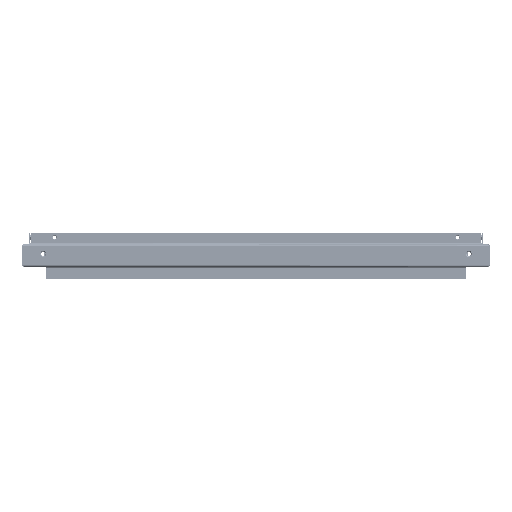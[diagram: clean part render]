
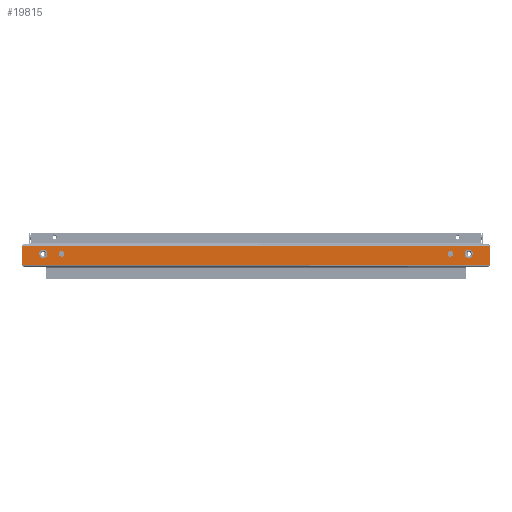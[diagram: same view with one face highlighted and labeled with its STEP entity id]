
A CAD part, front view. The second image highlights one B-rep face of the part: STEP entity #19815.
In plain terms, the highlighted face is planar.
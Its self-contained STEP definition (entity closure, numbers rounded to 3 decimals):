
#395 = VERTEX_POINT ( 'NONE', #12532 ) ;
#946 = DIRECTION ( 'NONE',  ( 1., 0., 0. ) ) ;
#3174 = CARTESIAN_POINT ( 'NONE',  ( 369., -3.319, 0. ) ) ;
#5354 = LINE ( 'NONE', #30339, #66153 ) ;
#5563 = AXIS2_PLACEMENT_3D ( 'NONE', #37597, #24669, #75013 ) ;
#6119 = ORIENTED_EDGE ( 'NONE', *, *, #10308, .F. ) ;
#6314 = VECTOR ( 'NONE', #48163, 1000. ) ;
#6735 = CARTESIAN_POINT ( 'NONE',  ( 448., 18., 0. ) ) ;
#7286 = EDGE_LOOP ( 'NONE', ( #13111, #40958, #33940, #18647, #29064, #63479, #26049, #59961 ) ) ;
#10212 = FACE_BOUND ( 'NONE', #20018, .T. ) ;
#10308 = EDGE_CURVE ( 'NONE', #45879, #74781, #82254, .T. ) ;
#12182 = AXIS2_PLACEMENT_3D ( 'NONE', #69256, #25572, #31407 ) ;
#12532 = CARTESIAN_POINT ( 'NONE',  ( 450., -18., 0. ) ) ;
#13084 = VERTEX_POINT ( 'NONE', #15193 ) ;
#13111 = ORIENTED_EDGE ( 'NONE', *, *, #45219, .T. ) ;
#13216 = VECTOR ( 'NONE', #19873, 1000. ) ;
#13554 = DIRECTION ( 'NONE',  ( 0., 0., -1. ) ) ;
#15041 = ORIENTED_EDGE ( 'NONE', *, *, #34712, .F. ) ;
#15193 = CARTESIAN_POINT ( 'NONE',  ( 417.5, -3.319, 0. ) ) ;
#15874 = LINE ( 'NONE', #52962, #45918 ) ;
#15978 = CARTESIAN_POINT ( 'NONE',  ( 401.5, -3.319, 0. ) ) ;
#16148 = CIRCLE ( 'NONE', #62672, 8. ) ;
#16793 = VERTEX_POINT ( 'NONE', #56073 ) ;
#17519 = CIRCLE ( 'NONE', #12182, 8. ) ;
#17982 = ORIENTED_EDGE ( 'NONE', *, *, #78305, .T. ) ;
#18430 = EDGE_LOOP ( 'NONE', ( #15041, #6119 ) ) ;
#18647 = ORIENTED_EDGE ( 'NONE', *, *, #48969, .T. ) ;
#18790 = VERTEX_POINT ( 'NONE', #37473 ) ;
#18836 = PLANE ( 'NONE',  #5563 ) ;
#19660 = DIRECTION ( 'NONE',  ( 1., 0., 0. ) ) ;
#19815 = ADVANCED_FACE ( 'NONE', ( #10212, #25082, #62551, #35645, #79735 ), #18836, .F. ) ;
#19873 = DIRECTION ( 'NONE',  ( -1., 0., 0. ) ) ;
#20018 = EDGE_LOOP ( 'NONE', ( #72357, #17982 ) ) ;
#20318 = CIRCLE ( 'NONE', #50932, 5.5 ) ;
#20475 = CIRCLE ( 'NONE', #28495, 8. ) ;
#20905 = DIRECTION ( 'NONE',  ( -1., 0., 0. ) ) ;
#21022 = VECTOR ( 'NONE', #63833, 1000. ) ;
#22577 = DIRECTION ( 'NONE',  ( 0., 0., 1. ) ) ;
#22766 = CARTESIAN_POINT ( 'NONE',  ( -450., -22., 0. ) ) ;
#23090 = DIRECTION ( 'NONE',  ( 0., 0., -1. ) ) ;
#23171 = LINE ( 'NONE', #22766, #6314 ) ;
#23514 = EDGE_LOOP ( 'NONE', ( #63859, #42915 ) ) ;
#24669 = DIRECTION ( 'NONE',  ( 0., 0., -1. ) ) ;
#25082 = FACE_BOUND ( 'NONE', #71953, .T. ) ;
#25572 = DIRECTION ( 'NONE',  ( 0., 0., -1. ) ) ;
#25952 = LINE ( 'NONE', #38463, #21022 ) ;
#26049 = ORIENTED_EDGE ( 'NONE', *, *, #34769, .T. ) ;
#26475 = AXIS2_PLACEMENT_3D ( 'NONE', #67971, #71866, #40273 ) ;
#27488 = CIRCLE ( 'NONE', #38140, 5.5 ) ;
#27982 = VERTEX_POINT ( 'NONE', #80700 ) ;
#28104 = DIRECTION ( 'NONE',  ( -1., 0., 0. ) ) ;
#28495 = AXIS2_PLACEMENT_3D ( 'NONE', #63329, #37556, #81227 ) ;
#29064 = ORIENTED_EDGE ( 'NONE', *, *, #60418, .T. ) ;
#29346 = CARTESIAN_POINT ( 'NONE',  ( 409.5, -3.319, 0. ) ) ;
#30339 = CARTESIAN_POINT ( 'NONE',  ( 450., 18., 0. ) ) ;
#31407 = DIRECTION ( 'NONE',  ( -1., 0., 0. ) ) ;
#32093 = EDGE_CURVE ( 'NONE', #33303, #16793, #20475, .T. ) ;
#33303 = VERTEX_POINT ( 'NONE', #42171 ) ;
#33940 = ORIENTED_EDGE ( 'NONE', *, *, #58880, .T. ) ;
#34712 = EDGE_CURVE ( 'NONE', #74781, #45879, #40620, .T. ) ;
#34769 = EDGE_CURVE ( 'NONE', #40321, #77004, #15874, .T. ) ;
#35645 = FACE_BOUND ( 'NONE', #18430, .T. ) ;
#37473 = CARTESIAN_POINT ( 'NONE',  ( -447.935, -18., 0. ) ) ;
#37556 = DIRECTION ( 'NONE',  ( 0., 0., 1. ) ) ;
#37597 = CARTESIAN_POINT ( 'NONE',  ( 0., 0., 0. ) ) ;
#38005 = CARTESIAN_POINT ( 'NONE',  ( -374.5, -3.319, 0. ) ) ;
#38140 = AXIS2_PLACEMENT_3D ( 'NONE', #82345, #70676, #46131 ) ;
#38463 = CARTESIAN_POINT ( 'NONE',  ( -450., -18., 0. ) ) ;
#38748 = EDGE_CURVE ( 'NONE', #13084, #50726, #17519, .T. ) ;
#40273 = DIRECTION ( 'NONE',  ( 1., 0., 0. ) ) ;
#40321 = VERTEX_POINT ( 'NONE', #66612 ) ;
#40620 = CIRCLE ( 'NONE', #69815, 5.5 ) ;
#40958 = ORIENTED_EDGE ( 'NONE', *, *, #77334, .T. ) ;
#41364 = VERTEX_POINT ( 'NONE', #6735 ) ;
#41742 = DIRECTION ( 'NONE',  ( 1., 0., 0. ) ) ;
#42171 = CARTESIAN_POINT ( 'NONE',  ( -417.5, -3.319, 0. ) ) ;
#42915 = ORIENTED_EDGE ( 'NONE', *, *, #32093, .F. ) ;
#43951 = VERTEX_POINT ( 'NONE', #68875 ) ;
#44503 = VERTEX_POINT ( 'NONE', #3174 ) ;
#44727 = ORIENTED_EDGE ( 'NONE', *, *, #57977, .T. ) ;
#44943 = AXIS2_PLACEMENT_3D ( 'NONE', #29346, #23090, #48489 ) ;
#45129 = CIRCLE ( 'NONE', #44943, 8. ) ;
#45219 = EDGE_CURVE ( 'NONE', #80321, #18790, #70461, .T. ) ;
#45879 = VERTEX_POINT ( 'NONE', #48977 ) ;
#45918 = VECTOR ( 'NONE', #20905, 1000. ) ;
#46131 = DIRECTION ( 'NONE',  ( -1., 0., 0. ) ) ;
#47991 = CARTESIAN_POINT ( 'NONE',  ( -450., -18., 0. ) ) ;
#48163 = DIRECTION ( 'NONE',  ( 0., -1., 0. ) ) ;
#48349 = VECTOR ( 'NONE', #946, 1000. ) ;
#48489 = DIRECTION ( 'NONE',  ( -1., 0., 0. ) ) ;
#48969 = EDGE_CURVE ( 'NONE', #395, #62118, #81766, .T. ) ;
#48977 = CARTESIAN_POINT ( 'NONE',  ( -380., -3.319, 0. ) ) ;
#50726 = VERTEX_POINT ( 'NONE', #15978 ) ;
#50932 = AXIS2_PLACEMENT_3D ( 'NONE', #77643, #13554, #28104 ) ;
#52962 = CARTESIAN_POINT ( 'NONE',  ( 450., 18., 0. ) ) ;
#56073 = CARTESIAN_POINT ( 'NONE',  ( -401.5, -3.319, 0. ) ) ;
#57079 = VECTOR ( 'NONE', #41742, 1000. ) ;
#57977 = EDGE_CURVE ( 'NONE', #44503, #27982, #27488, .T. ) ;
#58011 = CARTESIAN_POINT ( 'NONE',  ( -450., -18., 0. ) ) ;
#58880 = EDGE_CURVE ( 'NONE', #43951, #395, #25952, .T. ) ;
#59961 = ORIENTED_EDGE ( 'NONE', *, *, #69739, .T. ) ;
#60071 = LINE ( 'NONE', #47991, #57079 ) ;
#60418 = EDGE_CURVE ( 'NONE', #62118, #41364, #5354, .T. ) ;
#61800 = DIRECTION ( 'NONE',  ( 0., 1., 0. ) ) ;
#62118 = VERTEX_POINT ( 'NONE', #77680 ) ;
#62551 = FACE_BOUND ( 'NONE', #23514, .T. ) ;
#62672 = AXIS2_PLACEMENT_3D ( 'NONE', #73727, #22577, #67893 ) ;
#62740 = CARTESIAN_POINT ( 'NONE',  ( 450., 18., 0. ) ) ;
#63329 = CARTESIAN_POINT ( 'NONE',  ( -409.5, -3.319, 0. ) ) ;
#63366 = DIRECTION ( 'NONE',  ( 0., 0., 1. ) ) ;
#63479 = ORIENTED_EDGE ( 'NONE', *, *, #73147, .T. ) ;
#63833 = DIRECTION ( 'NONE',  ( 1., 0., 0. ) ) ;
#63859 = ORIENTED_EDGE ( 'NONE', *, *, #81980, .F. ) ;
#66153 = VECTOR ( 'NONE', #81528, 1000. ) ;
#66612 = CARTESIAN_POINT ( 'NONE',  ( -448., 18., 0. ) ) ;
#67893 = DIRECTION ( 'NONE',  ( 1., 0., 0. ) ) ;
#67971 = CARTESIAN_POINT ( 'NONE',  ( -374.5, -3.319, 0. ) ) ;
#68385 = CARTESIAN_POINT ( 'NONE',  ( -369., -3.319, 0. ) ) ;
#68875 = CARTESIAN_POINT ( 'NONE',  ( 447.935, -18., 0. ) ) ;
#69256 = CARTESIAN_POINT ( 'NONE',  ( 409.5, -3.319, 0. ) ) ;
#69739 = EDGE_CURVE ( 'NONE', #77004, #80321, #23171, .T. ) ;
#69815 = AXIS2_PLACEMENT_3D ( 'NONE', #38005, #63366, #19660 ) ;
#70220 = LINE ( 'NONE', #62740, #13216 ) ;
#70461 = LINE ( 'NONE', #58011, #48349 ) ;
#70676 = DIRECTION ( 'NONE',  ( 0., 0., -1. ) ) ;
#71193 = VECTOR ( 'NONE', #61800, 1000. ) ;
#71866 = DIRECTION ( 'NONE',  ( 0., 0., 1. ) ) ;
#71953 = EDGE_LOOP ( 'NONE', ( #79497, #44727 ) ) ;
#72357 = ORIENTED_EDGE ( 'NONE', *, *, #38748, .T. ) ;
#73147 = EDGE_CURVE ( 'NONE', #41364, #40321, #70220, .T. ) ;
#73727 = CARTESIAN_POINT ( 'NONE',  ( -409.5, -3.319, 0. ) ) ;
#74024 = CARTESIAN_POINT ( 'NONE',  ( -450., 18., 0. ) ) ;
#74423 = CARTESIAN_POINT ( 'NONE',  ( -450., -18., 0. ) ) ;
#74781 = VERTEX_POINT ( 'NONE', #68385 ) ;
#75013 = DIRECTION ( 'NONE',  ( -1., 0., 0. ) ) ;
#75087 = CARTESIAN_POINT ( 'NONE',  ( 450., -22., 0. ) ) ;
#75712 = EDGE_CURVE ( 'NONE', #27982, #44503, #20318, .T. ) ;
#77004 = VERTEX_POINT ( 'NONE', #74024 ) ;
#77334 = EDGE_CURVE ( 'NONE', #18790, #43951, #60071, .T. ) ;
#77643 = CARTESIAN_POINT ( 'NONE',  ( 374.5, -3.319, 0. ) ) ;
#77680 = CARTESIAN_POINT ( 'NONE',  ( 450., 18., 0. ) ) ;
#78305 = EDGE_CURVE ( 'NONE', #50726, #13084, #45129, .T. ) ;
#79497 = ORIENTED_EDGE ( 'NONE', *, *, #75712, .T. ) ;
#79735 = FACE_OUTER_BOUND ( 'NONE', #7286, .T. ) ;
#80321 = VERTEX_POINT ( 'NONE', #74423 ) ;
#80700 = CARTESIAN_POINT ( 'NONE',  ( 380., -3.319, 0. ) ) ;
#81227 = DIRECTION ( 'NONE',  ( 1., 0., 0. ) ) ;
#81528 = DIRECTION ( 'NONE',  ( -1., 0., 0. ) ) ;
#81766 = LINE ( 'NONE', #75087, #71193 ) ;
#81980 = EDGE_CURVE ( 'NONE', #16793, #33303, #16148, .T. ) ;
#82254 = CIRCLE ( 'NONE', #26475, 5.5 ) ;
#82345 = CARTESIAN_POINT ( 'NONE',  ( 374.5, -3.319, 0. ) ) ;
